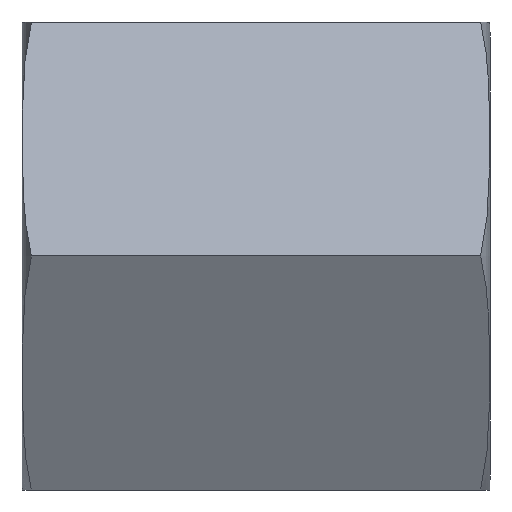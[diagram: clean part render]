
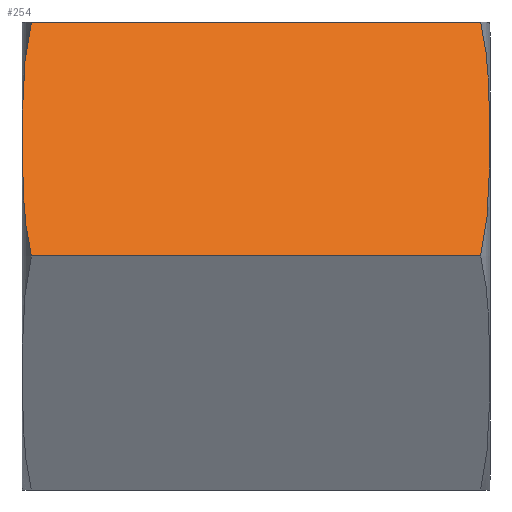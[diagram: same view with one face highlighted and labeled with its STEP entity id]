
A CAD part, left-side view. The second image highlights one B-rep face of the part: STEP entity #254.
In plain terms, the highlighted planar face has unit normal (-0.866, 0, 0.5).
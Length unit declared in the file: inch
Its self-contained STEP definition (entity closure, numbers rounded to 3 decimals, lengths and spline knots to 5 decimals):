
#43=FACE_OUTER_BOUND('',#58,.T.);
#58=EDGE_LOOP('',(#212,#213,#214,#215));
#66=LINE('',#481,#75);
#68=LINE('',#495,#77);
#75=VECTOR('',#330,0.24);
#77=VECTOR('',#348,0.24);
#84=B_SPLINE_CURVE_WITH_KNOTS('',3,(#399,#400,#401,#402,#403,#404),
 .UNSPECIFIED.,.F.,.F.,(4,2,4),(-0.97556,-0.80267,-0.62978),
 .UNSPECIFIED.);
#92=B_SPLINE_CURVE_WITH_KNOTS('',3,(#452,#453,#454,#455,#456,#457),
 .UNSPECIFIED.,.F.,.F.,(4,2,4),(-0.97556,-0.80267,-0.62978),
 .UNSPECIFIED.);
#103=VERTEX_POINT('',#393);
#104=VERTEX_POINT('',#398);
#112=VERTEX_POINT('',#444);
#113=VERTEX_POINT('',#451);
#131=EDGE_CURVE('',#103,#104,#84,.T.);
#142=EDGE_CURVE('',#112,#113,#92,.T.);
#148=EDGE_CURVE('',#113,#103,#66,.T.);
#154=EDGE_CURVE('',#112,#104,#68,.T.);
#212=ORIENTED_EDGE('',*,*,#131,.F.);
#213=ORIENTED_EDGE('',*,*,#148,.F.);
#214=ORIENTED_EDGE('',*,*,#142,.F.);
#215=ORIENTED_EDGE('',*,*,#154,.T.);
#244=PLANE('',#296);
#254=ADVANCED_FACE('',(#43),#244,.F.);
#296=AXIS2_PLACEMENT_3D('',#494,#346,#347);
#330=DIRECTION('',(0.,-1.,0.));
#346=DIRECTION('center_axis',(0.866,0.,-0.5));
#347=DIRECTION('ref_axis',(-0.5,0.,-0.866));
#348=DIRECTION('',(0.,-1.,0.));
#393=CARTESIAN_POINT('',(-0.07217,-0.12,0.125));
#398=CARTESIAN_POINT('',(-0.14434,-0.12,0.));
#399=CARTESIAN_POINT('Ctrl Pts',(-0.07217,-0.12,0.125));
#400=CARTESIAN_POINT('Ctrl Pts',(-0.08386,-0.12487,
0.10474));
#401=CARTESIAN_POINT('Ctrl Pts',(-0.09691,-0.12475,
0.08215));
#402=CARTESIAN_POINT('Ctrl Pts',(-0.1196,-0.12475,0.04285));
#403=CARTESIAN_POINT('Ctrl Pts',(-0.13264,-0.12487,
0.02026));
#404=CARTESIAN_POINT('Ctrl Pts',(-0.14434,-0.12,0.));
#444=CARTESIAN_POINT('',(-0.14434,0.12,0.));
#451=CARTESIAN_POINT('',(-0.07217,0.12,0.125));
#452=CARTESIAN_POINT('Ctrl Pts',(-0.14434,0.12,0.));
#453=CARTESIAN_POINT('Ctrl Pts',(-0.13264,0.12487,0.02026));
#454=CARTESIAN_POINT('Ctrl Pts',(-0.1196,0.12475,0.04285));
#455=CARTESIAN_POINT('Ctrl Pts',(-0.09691,0.12475,
0.08215));
#456=CARTESIAN_POINT('Ctrl Pts',(-0.08386,0.12487,
0.10474));
#457=CARTESIAN_POINT('Ctrl Pts',(-0.07217,0.12,0.125));
#481=CARTESIAN_POINT('',(-0.07217,0.12,0.125));
#494=CARTESIAN_POINT('Origin',(-0.14434,0.125,0.));
#495=CARTESIAN_POINT('',(-0.14434,0.12,0.));
